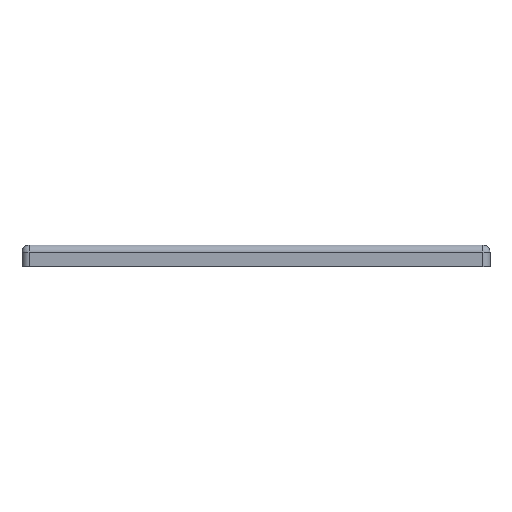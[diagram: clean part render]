
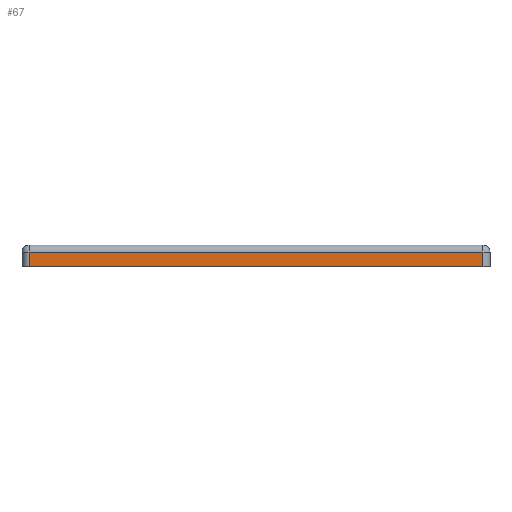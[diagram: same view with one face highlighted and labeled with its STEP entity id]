
A CAD part, top view. The second image highlights one B-rep face of the part: STEP entity #67.
In plain terms, the highlighted planar face has unit normal (0, 0, 1).
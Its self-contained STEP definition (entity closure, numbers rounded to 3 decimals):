
#15 = VERTEX_POINT ( 'NONE', #259 ) ;
#20 = DIRECTION ( 'NONE',  ( -1., 0., 0. ) ) ;
#32 = CARTESIAN_POINT ( 'NONE',  ( -65.5, 6., 67.5 ) ) ;
#36 = VECTOR ( 'NONE', #1273, 1000. ) ;
#42 = PLANE ( 'NONE',  #762 ) ;
#47 = VERTEX_POINT ( 'NONE', #162 ) ;
#49 = DIRECTION ( 'NONE',  ( 0., 0., -1. ) ) ;
#67 = ADVANCED_FACE ( 'NONE', ( #1137 ), #42, .F. ) ;
#162 = CARTESIAN_POINT ( 'NONE',  ( -63.5, 0., 67.5 ) ) ;
#190 = CARTESIAN_POINT ( 'NONE',  ( 65.5, 0., 67.5 ) ) ;
#259 = CARTESIAN_POINT ( 'NONE',  ( -63.5, 4., 67.5 ) ) ;
#565 = DIRECTION ( 'NONE',  ( 0., -1., 0. ) ) ;
#568 = DIRECTION ( 'NONE',  ( -1., 0., 0. ) ) ;
#586 = CARTESIAN_POINT ( 'NONE',  ( -63.5, 4., 67.5 ) ) ;
#600 = DIRECTION ( 'NONE',  ( 0., 1., 0. ) ) ;
#602 = ORIENTED_EDGE ( 'NONE', *, *, #984, .T. ) ;
#628 = CARTESIAN_POINT ( 'NONE',  ( 65.5, 6., 67.5 ) ) ;
#649 = ORIENTED_EDGE ( 'NONE', *, *, #991, .T. ) ;
#656 = CARTESIAN_POINT ( 'NONE',  ( -63.5, 6., 67.5 ) ) ;
#669 = ORIENTED_EDGE ( 'NONE', *, *, #906, .T. ) ;
#670 = ORIENTED_EDGE ( 'NONE', *, *, #998, .T. ) ;
#694 = VECTOR ( 'NONE', #565, 1000. ) ;
#702 = VECTOR ( 'NONE', #568, 1000. ) ;
#705 = VECTOR ( 'NONE', #600, 1000. ) ;
#707 = LINE ( 'NONE', #586, #702 ) ;
#710 = LINE ( 'NONE', #628, #705 ) ;
#718 = LINE ( 'NONE', #656, #694 ) ;
#762 = AXIS2_PLACEMENT_3D ( 'NONE', #32, #49, #20 ) ;
#812 = LINE ( 'NONE', #1288, #36 ) ;
#906 = EDGE_CURVE ( 'NONE', #47, #1312, #812, .T. ) ;
#939 = EDGE_LOOP ( 'NONE', ( #602, #649, #670, #669 ) ) ;
#984 = EDGE_CURVE ( 'NONE', #1312, #1322, #710, .T. ) ;
#991 = EDGE_CURVE ( 'NONE', #1322, #15, #707, .T. ) ;
#998 = EDGE_CURVE ( 'NONE', #15, #47, #718, .T. ) ;
#1137 = FACE_OUTER_BOUND ( 'NONE', #939, .T. ) ;
#1273 = DIRECTION ( 'NONE',  ( 1., 0., 0. ) ) ;
#1288 = CARTESIAN_POINT ( 'NONE',  ( -65.5, 0., 67.5 ) ) ;
#1312 = VERTEX_POINT ( 'NONE', #190 ) ;
#1322 = VERTEX_POINT ( 'NONE', #1366 ) ;
#1366 = CARTESIAN_POINT ( 'NONE',  ( 65.5, 4., 67.5 ) ) ;
